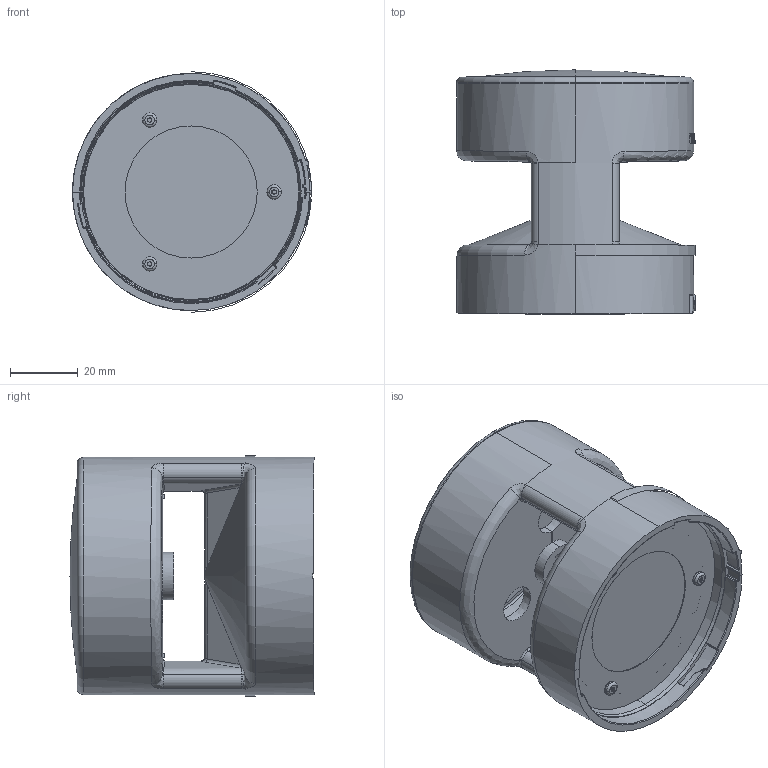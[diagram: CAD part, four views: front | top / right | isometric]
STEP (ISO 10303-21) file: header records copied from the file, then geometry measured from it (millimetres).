
FILE_DESCRIPTION((''),'2;1');
FILE_NAME('195845_ASM','2016-07-20T',('PDMAdmin'),(''),'PRO/ENGINEER BY PARAMETRIC TECHNOLOGY CORPORATION, 2016010','PRO/ENGINEER BY PARAMETRIC TECHNOLOGY CORPORATION, 2016010','');
FILE_SCHEMA(('CONFIG_CONTROL_DESIGN'));
Products named in the file (6): 180306; 180308; 178426; 140249; 181132; 195845_ASM
Assembly tree (7 placements, depth 2):
  195845_ASM
    180306
    180308
    178426
    140249  x3
    181132
Bounding box: 70.5 x 72.02 x 71 mm (x, y, z)
Volume: 72430.7 mm3; surface area: 59757.8 mm2
Topology: 7 solids, 11 shells, 1001 faces, 3327 edges, 2275 vertices
Faces by surface type: cylinder 382, bspline 329, plane 143, cone 60, torus 47, extrusion 22, sphere 18
Entity records: 33046 total; most frequent: CARTESIAN_POINT 17710, ORIENTED_EDGE 3435, DIRECTION 2448, EDGE_CURVE 1935, VERTEX_POINT 1275, B_SPLINE_CURVE_WITH_KNOTS 956, AXIS2_PLACEMENT_3D 952, EDGE_LOOP 712
